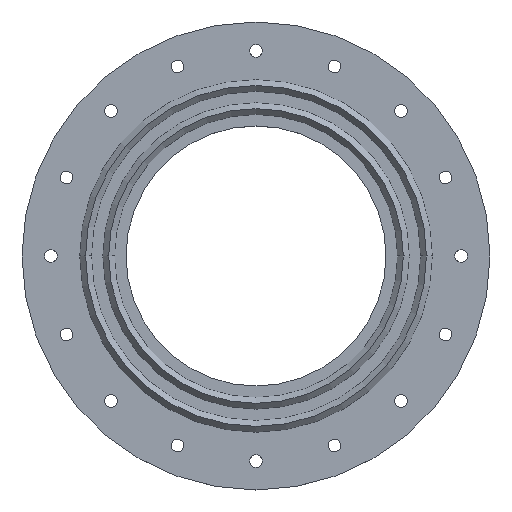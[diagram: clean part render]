
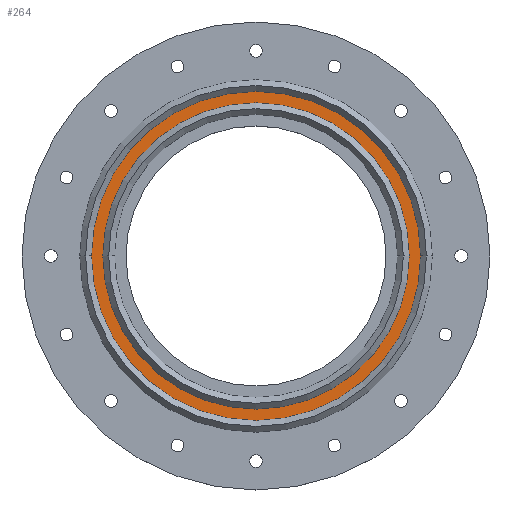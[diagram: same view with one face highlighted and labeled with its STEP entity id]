
A CAD part, top view. The second image highlights one B-rep face of the part: STEP entity #264.
In plain terms, the highlighted planar face has unit normal (0, 0, 1).
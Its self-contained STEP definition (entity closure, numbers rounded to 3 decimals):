
#40=CARTESIAN_POINT('Vertex',(26.5,0.,2.)) ;
#56=CARTESIAN_POINT('Vertex',(-26.5,0.,2.)) ;
#59=CARTESIAN_POINT('Axis2P3D Location',(0.,0.,2.)) ;
#81=CARTESIAN_POINT('Axis2P3D Location',(0.,0.,2.)) ;
#212=CARTESIAN_POINT('Vertex',(28.5,0.,2.)) ;
#215=CARTESIAN_POINT('Axis2P3D Location',(0.,0.,2.)) ;
#219=CARTESIAN_POINT('Vertex',(-28.5,0.,2.)) ;
#239=CARTESIAN_POINT('Axis2P3D Location',(0.,0.,2.)) ;
#251=CARTESIAN_POINT('Axis2P3D Location',(0.,0.,2.)) ;
#60=DIRECTION('Axis2P3D Direction',(0.,-0.,-1.)) ;
#82=DIRECTION('Axis2P3D Direction',(-0.,0.,-1.)) ;
#216=DIRECTION('Axis2P3D Direction',(0.,0.,1.)) ;
#240=DIRECTION('Axis2P3D Direction',(0.,0.,1.)) ;
#252=DIRECTION('Axis2P3D Direction',(0.,0.,1.)) ;
#253=DIRECTION('Axis2P3D XDirection',(1.,0.,0.)) ;
#61=AXIS2_PLACEMENT_3D('Circle Axis2P3D',#59,#60,$) ;
#83=AXIS2_PLACEMENT_3D('Circle Axis2P3D',#81,#82,$) ;
#217=AXIS2_PLACEMENT_3D('Circle Axis2P3D',#215,#216,$) ;
#241=AXIS2_PLACEMENT_3D('Circle Axis2P3D',#239,#240,$) ;
#254=AXIS2_PLACEMENT_3D('Plane Axis2P3D',#251,#252,#253) ;
#62=CIRCLE('generated circle',#61,26.5) ;
#84=CIRCLE('generated circle',#83,26.5) ;
#218=CIRCLE('generated circle',#217,28.5) ;
#242=CIRCLE('generated circle',#241,28.5) ;
#255=PLANE('',#254) ;
#263=FACE_BOUND('',#260,.T.) ;
#63=EDGE_CURVE('',#57,#41,#62,.F.) ;
#85=EDGE_CURVE('',#41,#57,#84,.F.) ;
#221=EDGE_CURVE('',#220,#213,#218,.T.) ;
#243=EDGE_CURVE('',#213,#220,#242,.T.) ;
#256=EDGE_LOOP('',(#257,#258)) ;
#260=EDGE_LOOP('',(#261,#262)) ;
#257=ORIENTED_EDGE('',*,*,#243,.T.) ;
#258=ORIENTED_EDGE('',*,*,#221,.T.) ;
#261=ORIENTED_EDGE('',*,*,#85,.F.) ;
#262=ORIENTED_EDGE('',*,*,#63,.F.) ;
#41=VERTEX_POINT('',#40) ;
#57=VERTEX_POINT('',#56) ;
#213=VERTEX_POINT('',#212) ;
#220=VERTEX_POINT('',#219) ;
#264=ADVANCED_FACE('\X2\96F64EF651E04F554F53\X0\',(#259,#263),#255,.T.) ;
#259=FACE_OUTER_BOUND('',#256,.T.) ;
